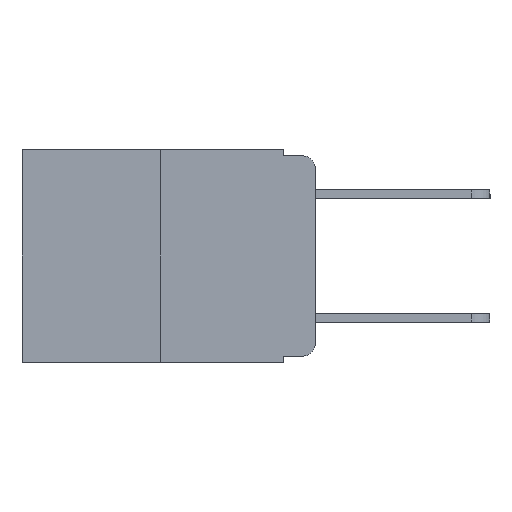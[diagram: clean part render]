
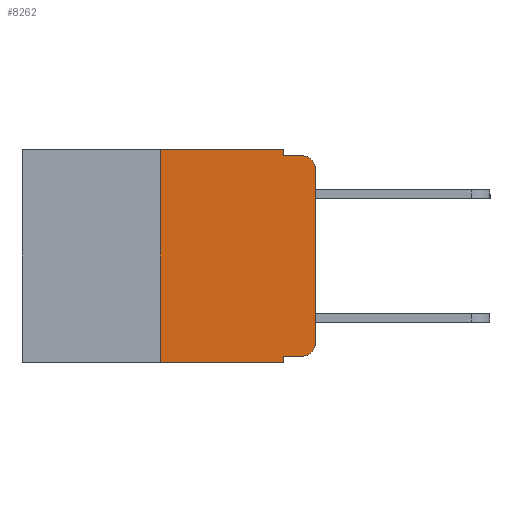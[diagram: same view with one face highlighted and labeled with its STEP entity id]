
A CAD part, left-side view. The second image highlights one B-rep face of the part: STEP entity #8262.
In plain terms, the highlighted planar face has unit normal (-1, 0, 0).
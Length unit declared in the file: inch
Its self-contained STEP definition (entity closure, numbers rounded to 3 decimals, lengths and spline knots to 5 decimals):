
#381 = CARTESIAN_POINT ( 'NONE',  ( 0., 0.02, -0.01 ) ) ;
#932 = EDGE_CURVE ( 'NONE', #3030, #5485, #12324, .T. ) ;
#1193 = EDGE_CURVE ( 'NONE', #5485, #9111, #9736, .T. ) ;
#1231 = EDGE_CURVE ( 'NONE', #11027, #9111, #12765, .T. ) ;
#1257 = EDGE_CURVE ( 'NONE', #15248, #11027, #20248, .T. ) ;
#1417 = ORIENTED_EDGE ( 'NONE', *, *, #1193, .T. ) ;
#1801 = EDGE_CURVE ( 'NONE', #1912, #4034, #18129, .T. ) ;
#1841 = EDGE_CURVE ( 'NONE', #9141, #13632, #20450, .T. ) ;
#1875 = EDGE_CURVE ( 'NONE', #9141, #12886, #19621, .T. ) ;
#1912 = VERTEX_POINT ( 'NONE', #19244 ) ;
#2060 = AXIS2_PLACEMENT_3D ( 'NONE', #18234, #18208, #18190 ) ;
#2552 = EDGE_LOOP ( 'NONE', ( #6836, #1417, #4801, #3806, #2899, #9439, #3763, #9276, #10034, #10410 ) ) ;
#2553 = EDGE_CURVE ( 'NONE', #12886, #3030, #11563, .T. ) ;
#2712 = CARTESIAN_POINT ( 'NONE',  ( 0., 0.25, 0. ) ) ;
#2776 = CARTESIAN_POINT ( 'NONE',  ( 0., 0.051, 0. ) ) ;
#2899 = ORIENTED_EDGE ( 'NONE', *, *, #17277, .F. ) ;
#3030 = VERTEX_POINT ( 'NONE', #11153 ) ;
#3133 = EDGE_CURVE ( 'NONE', #1912, #13632, #19545, .T. ) ;
#3174 = CARTESIAN_POINT ( 'NONE',  ( 0., 0.02, -0.313 ) ) ;
#3763 = ORIENTED_EDGE ( 'NONE', *, *, #3133, .T. ) ;
#3806 = ORIENTED_EDGE ( 'NONE', *, *, #1257, .F. ) ;
#4034 = VERTEX_POINT ( 'NONE', #2712 ) ;
#4065 = CARTESIAN_POINT ( 'NONE',  ( 0., 0.051, 0. ) ) ;
#4220 = CARTESIAN_POINT ( 'NONE',  ( 0., 0.051, -0.333 ) ) ;
#4520 = PLANE ( 'NONE',  #9917 ) ;
#4801 = ORIENTED_EDGE ( 'NONE', *, *, #1231, .F. ) ;
#4977 = CARTESIAN_POINT ( 'NONE',  ( 0., 0.051, -0.01 ) ) ;
#5485 = VERTEX_POINT ( 'NONE', #13147 ) ;
#5876 = CARTESIAN_POINT ( 'NONE',  ( 0., 0., 0. ) ) ;
#6185 = CARTESIAN_POINT ( 'NONE',  ( 0., 0.051, 0. ) ) ;
#6836 = ORIENTED_EDGE ( 'NONE', *, *, #932, .T. ) ;
#7600 = LINE ( 'NONE', #12847, #19001 ) ;
#7670 = DIRECTION ( 'NONE',  ( 0., 0., 1. ) ) ;
#8262 = ADVANCED_FACE ( 'NONE', ( #9588 ), #4520, .F. ) ;
#8684 = VECTOR ( 'NONE', #10665, 39.37008 ) ;
#9033 = DIRECTION ( 'NONE',  ( 0., 0., 1. ) ) ;
#9111 = VERTEX_POINT ( 'NONE', #381 ) ;
#9141 = VERTEX_POINT ( 'NONE', #4220 ) ;
#9143 = CARTESIAN_POINT ( 'NONE',  ( 0., 0.051, -0.333 ) ) ;
#9276 = ORIENTED_EDGE ( 'NONE', *, *, #1841, .F. ) ;
#9439 = ORIENTED_EDGE ( 'NONE', *, *, #1801, .F. ) ;
#9588 = FACE_OUTER_BOUND ( 'NONE', #2552, .T. ) ;
#9678 = DIRECTION ( 'NONE',  ( 1., 0., 0. ) ) ;
#9736 = CIRCLE ( 'NONE', #2060, 0.02 ) ;
#9917 = AXIS2_PLACEMENT_3D ( 'NONE', #18368, #9678, #19723 ) ;
#10034 = ORIENTED_EDGE ( 'NONE', *, *, #1875, .T. ) ;
#10410 = ORIENTED_EDGE ( 'NONE', *, *, #2553, .T. ) ;
#10453 = VECTOR ( 'NONE', #9033, 39.37008 ) ;
#10665 = DIRECTION ( 'NONE',  ( 0., -1., 0. ) ) ;
#10752 = DIRECTION ( 'NONE',  ( 0., -1., 0. ) ) ;
#11027 = VERTEX_POINT ( 'NONE', #11987 ) ;
#11042 = CARTESIAN_POINT ( 'NONE',  ( 0., 0.051, -0.343 ) ) ;
#11153 = CARTESIAN_POINT ( 'NONE',  ( 0., 0., -0.313 ) ) ;
#11274 = DIRECTION ( 'NONE',  ( 0., -1., 0. ) ) ;
#11356 = DIRECTION ( 'NONE',  ( 0., -1., 0. ) ) ;
#11425 = CARTESIAN_POINT ( 'NONE',  ( 0., 0.473, -0.343 ) ) ;
#11563 = CIRCLE ( 'NONE', #17420, 0.02 ) ;
#11697 = DIRECTION ( 'NONE',  ( 0., 0., -1. ) ) ;
#11865 = VECTOR ( 'NONE', #7670, 39.37008 ) ;
#11967 = VECTOR ( 'NONE', #11274, 39.37008 ) ;
#11987 = CARTESIAN_POINT ( 'NONE',  ( 0., 0.051, -0.01 ) ) ;
#12324 = LINE ( 'NONE', #5876, #11865 ) ;
#12765 = LINE ( 'NONE', #4977, #8684 ) ;
#12847 = CARTESIAN_POINT ( 'NONE',  ( 0., 0.473, 0. ) ) ;
#12886 = VERTEX_POINT ( 'NONE', #18477 ) ;
#13147 = CARTESIAN_POINT ( 'NONE',  ( 0., 0., -0.03 ) ) ;
#13632 = VERTEX_POINT ( 'NONE', #11042 ) ;
#15248 = VERTEX_POINT ( 'NONE', #4065 ) ;
#15876 = DIRECTION ( 'NONE',  ( -1., 0., 0. ) ) ;
#15998 = VECTOR ( 'NONE', #10752, 39.37008 ) ;
#15999 = CARTESIAN_POINT ( 'NONE',  ( 0., 0.25, 0. ) ) ;
#16983 = DIRECTION ( 'NONE',  ( 0., 0., -1. ) ) ;
#17277 = EDGE_CURVE ( 'NONE', #4034, #15248, #7600, .T. ) ;
#17420 = AXIS2_PLACEMENT_3D ( 'NONE', #3174, #15876, #16983 ) ;
#17938 = DIRECTION ( 'NONE',  ( 0., 0., -1. ) ) ;
#18129 = LINE ( 'NONE', #15999, #10453 ) ;
#18190 = DIRECTION ( 'NONE',  ( 0., 0., -1. ) ) ;
#18208 = DIRECTION ( 'NONE',  ( -1., 0., 0. ) ) ;
#18234 = CARTESIAN_POINT ( 'NONE',  ( 0., 0.02, -0.03 ) ) ;
#18368 = CARTESIAN_POINT ( 'NONE',  ( 0., 0.473, 0. ) ) ;
#18477 = CARTESIAN_POINT ( 'NONE',  ( 0., 0.02, -0.333 ) ) ;
#19001 = VECTOR ( 'NONE', #11356, 39.37008 ) ;
#19244 = CARTESIAN_POINT ( 'NONE',  ( 0., 0.25, -0.343 ) ) ;
#19545 = LINE ( 'NONE', #11425, #11967 ) ;
#19621 = LINE ( 'NONE', #9143, #15998 ) ;
#19723 = DIRECTION ( 'NONE',  ( 0., 0., -1. ) ) ;
#19826 = VECTOR ( 'NONE', #11697, 39.37008 ) ;
#20034 = VECTOR ( 'NONE', #17938, 39.37008 ) ;
#20248 = LINE ( 'NONE', #6185, #19826 ) ;
#20450 = LINE ( 'NONE', #2776, #20034 ) ;
